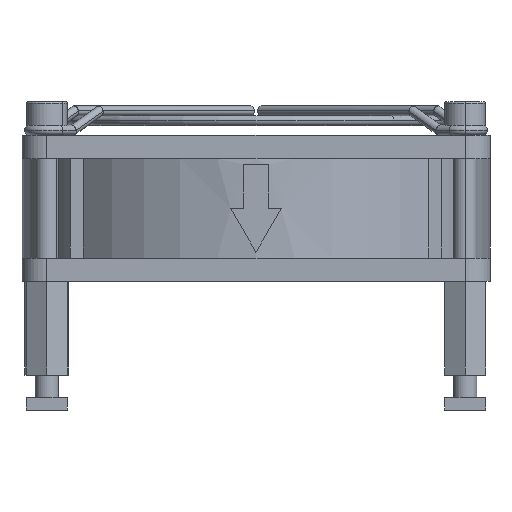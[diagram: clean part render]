
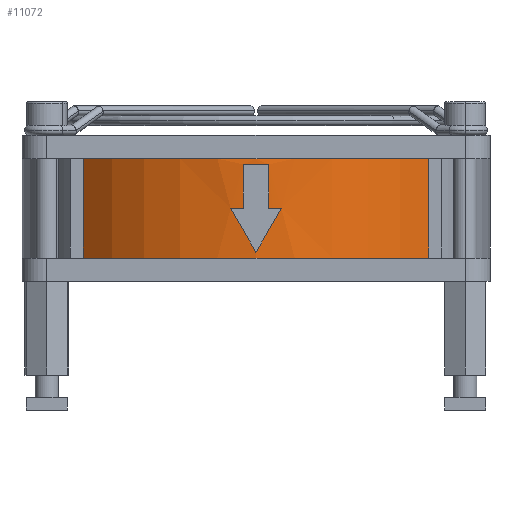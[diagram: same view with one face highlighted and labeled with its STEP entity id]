
A CAD part, front view. The second image highlights one B-rep face of the part: STEP entity #11072.
In plain terms, the highlighted cylindrical face has radius 40 mm (diameter 80 mm), a partial arc.
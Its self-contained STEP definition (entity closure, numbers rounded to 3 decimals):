
#163 = CARTESIAN_POINT ( 'NONE',  ( -29.55, -26.959, 24.701 ) ) ;
#181 = DIRECTION ( 'NONE',  ( 0., 0., 1. ) ) ;
#224 = AXIS2_PLACEMENT_3D ( 'NONE', #14236, #3475, #8763 ) ;
#292 = DIRECTION ( 'NONE',  ( 0., 0., -1. ) ) ;
#318 = CARTESIAN_POINT ( 'NONE',  ( 0., -40., -7.5 ) ) ;
#358 = ORIENTED_EDGE ( 'NONE', *, *, #5545, .T. ) ;
#513 = CARTESIAN_POINT ( 'NONE',  ( 0., 0., 8.5 ) ) ;
#615 = CARTESIAN_POINT ( 'NONE',  ( 0., 0., 8.5 ) ) ;
#645 = ORIENTED_EDGE ( 'NONE', *, *, #3633, .T. ) ;
#783 = CARTESIAN_POINT ( 'NONE',  ( 1.447, -40., -4.994 ) ) ;
#970 = VERTEX_POINT ( 'NONE', #14649 ) ;
#1121 = CARTESIAN_POINT ( 'NONE',  ( -2.165, -39.941, -8.5 ) ) ;
#1733 = CARTESIAN_POINT ( 'NONE',  ( 2.165, -39.941, 7.5 ) ) ;
#1940 = DIRECTION ( 'NONE',  ( 1., 0., 0. ) ) ;
#2012 = DIRECTION ( 'NONE',  ( 1., 0., 0. ) ) ;
#2253 = CARTESIAN_POINT ( 'NONE',  ( -2.165, -39.941, 0. ) ) ;
#3059 = CARTESIAN_POINT ( 'NONE',  ( 4.33, -39.765, 0. ) ) ;
#3369 = CIRCLE ( 'NONE', #6476, 40. ) ;
#3440 = FACE_BOUND ( 'NONE', #9887, .T. ) ;
#3475 = DIRECTION ( 'NONE',  ( 0., 0., 1. ) ) ;
#3580 = CARTESIAN_POINT ( 'NONE',  ( 29.55, -26.959, -8.5 ) ) ;
#3633 = EDGE_CURVE ( 'NONE', #4453, #14339, #9405, .T. ) ;
#3662 = VECTOR ( 'NONE', #292, 1000. ) ;
#3750 = LINE ( 'NONE', #5697, #3662 ) ;
#3779 = DIRECTION ( 'NONE',  ( -1., 0., 0. ) ) ;
#4307 = VERTEX_POINT ( 'NONE', #12122 ) ;
#4420 = VERTEX_POINT ( 'NONE', #1733 ) ;
#4453 = VERTEX_POINT ( 'NONE', #7314 ) ;
#4503 = DIRECTION ( 'NONE',  ( 0., 0., 1. ) ) ;
#4530 = CIRCLE ( 'NONE', #5196, 40. ) ;
#4623 = CARTESIAN_POINT ( 'NONE',  ( 0., -40., 8.5 ) ) ;
#4821 = ORIENTED_EDGE ( 'NONE', *, *, #8470, .T. ) ;
#5022 = VERTEX_POINT ( 'NONE', #10502 ) ;
#5196 = AXIS2_PLACEMENT_3D ( 'NONE', #513, #8786, #9009 ) ;
#5244 = VERTEX_POINT ( 'NONE', #7825 ) ;
#5249 = CARTESIAN_POINT ( 'NONE',  ( 0., 0., 0. ) ) ;
#5259 = EDGE_CURVE ( 'NONE', #5022, #11995, #4530, .T. ) ;
#5344 = DIRECTION ( 'NONE',  ( 0., 0., 1. ) ) ;
#5545 = EDGE_CURVE ( 'NONE', #6327, #4307, #3369, .T. ) ;
#5604 = ORIENTED_EDGE ( 'NONE', *, *, #5259, .F. ) ;
#5616 = CARTESIAN_POINT ( 'NONE',  ( 0., 0., -8.5 ) ) ;
#5674 = CIRCLE ( 'NONE', #10350, 40. ) ;
#5697 = CARTESIAN_POINT ( 'NONE',  ( 2.165, -39.941, -8.5 ) ) ;
#5780 = VERTEX_POINT ( 'NONE', #3580 ) ;
#5802 = CARTESIAN_POINT ( 'NONE',  ( -2.165, -39.941, 7.5 ) ) ;
#5902 = CARTESIAN_POINT ( 'NONE',  ( 2.165, -39.941, 0. ) ) ;
#5993 = VERTEX_POINT ( 'NONE', #2253 ) ;
#6144 = LINE ( 'NONE', #8276, #12503 ) ;
#6323 = CIRCLE ( 'NONE', #7882, 40. ) ;
#6327 = VERTEX_POINT ( 'NONE', #5902 ) ;
#6476 = AXIS2_PLACEMENT_3D ( 'NONE', #5249, #4503, #3779 ) ;
#6480 = ORIENTED_EDGE ( 'NONE', *, *, #13541, .T. ) ;
#6500 = CIRCLE ( 'NONE', #14738, 40. ) ;
#6721 = LINE ( 'NONE', #163, #14493 ) ;
#6878 = CARTESIAN_POINT ( 'NONE',  ( 2.892, -39.922, -2.491 ) ) ;
#6979 = EDGE_CURVE ( 'NONE', #4307, #4453, #8357, .T. ) ;
#7299 = EDGE_CURVE ( 'NONE', #7901, #5780, #6144, .T. ) ;
#7314 = CARTESIAN_POINT ( 'NONE',  ( 0., -40., -7.5 ) ) ;
#7327 = CARTESIAN_POINT ( 'NONE',  ( 0., 0., 0. ) ) ;
#7531 = EDGE_CURVE ( 'NONE', #970, #5244, #5674, .T. ) ;
#7723 = CARTESIAN_POINT ( 'NONE',  ( -4.33, -39.765, 0. ) ) ;
#7825 = CARTESIAN_POINT ( 'NONE',  ( 0., -40., -8.5 ) ) ;
#7882 = AXIS2_PLACEMENT_3D ( 'NONE', #12664, #8549, #2012 ) ;
#7901 = VERTEX_POINT ( 'NONE', #12308 ) ;
#8126 = ORIENTED_EDGE ( 'NONE', *, *, #9956, .T. ) ;
#8231 = FACE_OUTER_BOUND ( 'NONE', #10925, .T. ) ;
#8276 = CARTESIAN_POINT ( 'NONE',  ( 29.55, -26.959, 24.701 ) ) ;
#8308 = DIRECTION ( 'NONE',  ( 1., 0., 0. ) ) ;
#8357 =( BOUNDED_CURVE ( )  B_SPLINE_CURVE ( 3, ( #3059, #6878, #783, #9292 ),
 .UNSPECIFIED., .F., .F. ) 
 B_SPLINE_CURVE_WITH_KNOTS ( ( 4, 4 ),
 ( 1.462, 1.571 ),
 .UNSPECIFIED. ) 
 CURVE ( )  GEOMETRIC_REPRESENTATION_ITEM ( )  RATIONAL_B_SPLINE_CURVE ( ( 1., 0.999, 0.999, 1. ) ) 
 REPRESENTATION_ITEM ( '' )  );
#8363 = EDGE_CURVE ( 'NONE', #10447, #4420, #11642, .T. ) ;
#8464 = DIRECTION ( 'NONE',  ( 0., 0., 1. ) ) ;
#8470 = EDGE_CURVE ( 'NONE', #5244, #5780, #6323, .T. ) ;
#8549 = DIRECTION ( 'NONE',  ( 0., 0., 1. ) ) ;
#8763 = DIRECTION ( 'NONE',  ( -1., 0., 0. ) ) ;
#8786 = DIRECTION ( 'NONE',  ( 0., 0., 1. ) ) ;
#8850 = CIRCLE ( 'NONE', #10695, 40. ) ;
#9009 = DIRECTION ( 'NONE',  ( 1., 0., 0. ) ) ;
#9060 = EDGE_CURVE ( 'NONE', #5993, #10447, #11821, .T. ) ;
#9292 = CARTESIAN_POINT ( 'NONE',  ( 0., -40., -7.5 ) ) ;
#9328 = ORIENTED_EDGE ( 'NONE', *, *, #10688, .T. ) ;
#9405 =( BOUNDED_CURVE ( )  B_SPLINE_CURVE ( 3, ( #318, #10504, #12438, #13376 ),
 .UNSPECIFIED., .F., .F. ) 
 B_SPLINE_CURVE_WITH_KNOTS ( ( 4, 4 ),
 ( 4.712, 4.821 ),
 .UNSPECIFIED. ) 
 CURVE ( )  GEOMETRIC_REPRESENTATION_ITEM ( )  RATIONAL_B_SPLINE_CURVE ( ( 1., 0.999, 0.999, 1. ) ) 
 REPRESENTATION_ITEM ( '' )  );
#9586 = ORIENTED_EDGE ( 'NONE', *, *, #9060, .T. ) ;
#9887 = EDGE_LOOP ( 'NONE', ( #9586, #12495, #6480, #358, #13185, #645, #8126 ) ) ;
#9956 = EDGE_CURVE ( 'NONE', #14339, #5993, #6500, .T. ) ;
#10221 = DIRECTION ( 'NONE',  ( 0., 0., -1. ) ) ;
#10252 = CARTESIAN_POINT ( 'NONE',  ( 0., 0., -8.5 ) ) ;
#10350 = AXIS2_PLACEMENT_3D ( 'NONE', #10252, #10487, #8308 ) ;
#10447 = VERTEX_POINT ( 'NONE', #5802 ) ;
#10487 = DIRECTION ( 'NONE',  ( 0., 0., 1. ) ) ;
#10502 = CARTESIAN_POINT ( 'NONE',  ( -29.55, -26.959, 8.5 ) ) ;
#10504 = CARTESIAN_POINT ( 'NONE',  ( -1.447, -40., -4.994 ) ) ;
#10540 = EDGE_CURVE ( 'NONE', #11995, #7901, #8850, .T. ) ;
#10583 = DIRECTION ( 'NONE',  ( 0., 0., -1. ) ) ;
#10688 = EDGE_CURVE ( 'NONE', #5022, #970, #6721, .T. ) ;
#10695 = AXIS2_PLACEMENT_3D ( 'NONE', #615, #5344, #13445 ) ;
#10925 = EDGE_LOOP ( 'NONE', ( #4821, #12027, #13814, #5604, #9328, #12010 ) ) ;
#11072 = ADVANCED_FACE ( 'NONE', ( #8231, #3440 ), #12095, .T. ) ;
#11642 = CIRCLE ( 'NONE', #224, 40. ) ;
#11821 = LINE ( 'NONE', #1121, #13401 ) ;
#11995 = VERTEX_POINT ( 'NONE', #4623 ) ;
#12010 = ORIENTED_EDGE ( 'NONE', *, *, #7531, .T. ) ;
#12027 = ORIENTED_EDGE ( 'NONE', *, *, #7299, .F. ) ;
#12095 = CYLINDRICAL_SURFACE ( 'NONE', #13854, 40. ) ;
#12122 = CARTESIAN_POINT ( 'NONE',  ( 4.33, -39.765, 0. ) ) ;
#12308 = CARTESIAN_POINT ( 'NONE',  ( 29.55, -26.959, 8.5 ) ) ;
#12438 = CARTESIAN_POINT ( 'NONE',  ( -2.892, -39.922, -2.491 ) ) ;
#12495 = ORIENTED_EDGE ( 'NONE', *, *, #8363, .T. ) ;
#12503 = VECTOR ( 'NONE', #10221, 1000. ) ;
#12650 = DIRECTION ( 'NONE',  ( -1., 0., 0. ) ) ;
#12664 = CARTESIAN_POINT ( 'NONE',  ( 0., 0., -8.5 ) ) ;
#13185 = ORIENTED_EDGE ( 'NONE', *, *, #6979, .T. ) ;
#13376 = CARTESIAN_POINT ( 'NONE',  ( -4.33, -39.765, 0. ) ) ;
#13401 = VECTOR ( 'NONE', #181, 1000. ) ;
#13445 = DIRECTION ( 'NONE',  ( 1., 0., 0. ) ) ;
#13541 = EDGE_CURVE ( 'NONE', #4420, #6327, #3750, .T. ) ;
#13555 = DIRECTION ( 'NONE',  ( 0., 0., 1. ) ) ;
#13814 = ORIENTED_EDGE ( 'NONE', *, *, #10540, .F. ) ;
#13854 = AXIS2_PLACEMENT_3D ( 'NONE', #5616, #8464, #1940 ) ;
#14236 = CARTESIAN_POINT ( 'NONE',  ( 0., 0., 7.5 ) ) ;
#14339 = VERTEX_POINT ( 'NONE', #7723 ) ;
#14493 = VECTOR ( 'NONE', #10583, 1000. ) ;
#14649 = CARTESIAN_POINT ( 'NONE',  ( -29.55, -26.959, -8.5 ) ) ;
#14738 = AXIS2_PLACEMENT_3D ( 'NONE', #7327, #13555, #12650 ) ;
